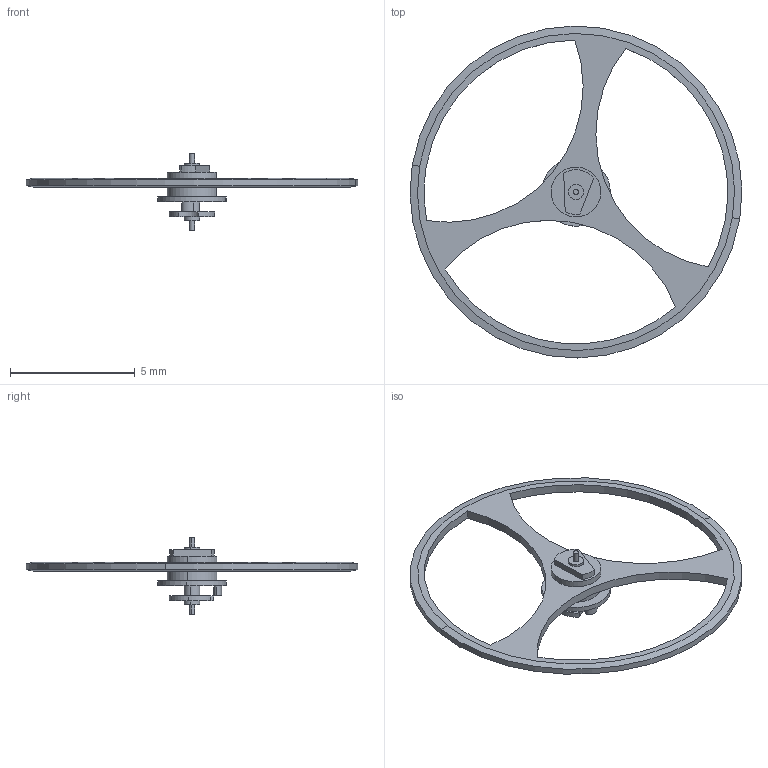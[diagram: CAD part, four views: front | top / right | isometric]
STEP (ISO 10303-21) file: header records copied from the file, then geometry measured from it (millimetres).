
FILE_DESCRIPTION(('Open CASCADE Model'),'2;1');
FILE_NAME('Open CASCADE Shape Model','2018-03-30T15:23:04',('Author'),( 'Open CASCADE'),'Open CASCADE STEP processor 6.5','Open CASCADE 6.5' ,'Unknown');
FILE_SCHEMA(('AUTOMOTIVE_DESIGN_CC2 { 1 2 10303 214 -1 1 5 4 }'));
Length unit declared in the file: millimetre
Products named in the file (4): selection; selection001; selection002; selection004
Bounding box: 13.33 x 13.33 x 3.1 mm (x, y, z)
Volume: 18.9 mm3; surface area: 153.5 mm2
Topology: 4 solids, 4 shells, 56 faces, 116 edges, 76 vertices
Faces by surface type: cylinder 32, plane 18, cone 4, bspline 2
Entity records: 3158 total; most frequent: CARTESIAN_POINT 873, DIRECTION 363, ORIENTED_EDGE 232, PCURVE 232, DEFINITIONAL_REPRESENTATION 232, B_SPLINE_CURVE_WITH_KNOTS 152, CIRCLE 129, AXIS2_PLACEMENT_3D 123
